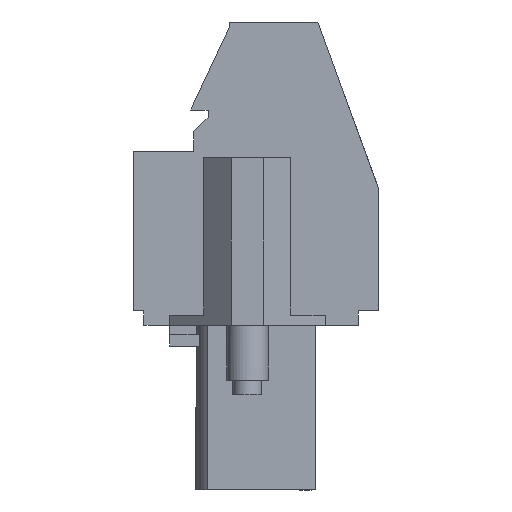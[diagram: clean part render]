
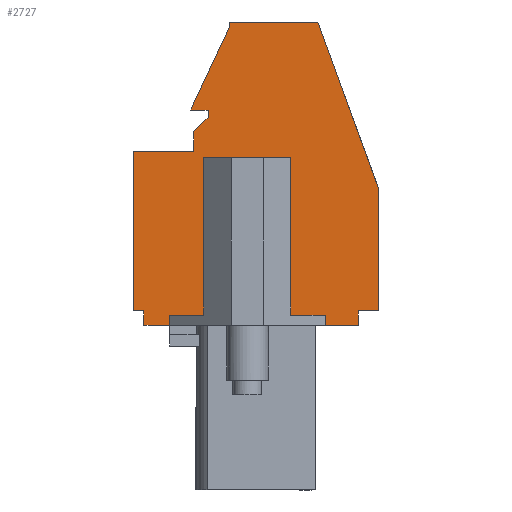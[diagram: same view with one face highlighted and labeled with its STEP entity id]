
A CAD part, left-side view. The second image highlights one B-rep face of the part: STEP entity #2727.
In plain terms, the highlighted planar face has unit normal (-1, 0, 0).
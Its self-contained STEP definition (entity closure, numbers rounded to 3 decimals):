
#1079=AXIS2_PLACEMENT_3D('Plane Axis2P3D',#1076,#1077,#1078) ;
#107=CARTESIAN_POINT('Line Origine',(3.47,1.782,7.95)) ;
#111=CARTESIAN_POINT('Vertex',(3.47,2.58,7.95)) ;
#113=CARTESIAN_POINT('Vertex',(3.47,0.983,7.95)) ;
#148=CARTESIAN_POINT('Vertex',(3.47,10.08,7.95)) ;
#151=CARTESIAN_POINT('Line Origine',(3.47,10.705,7.95)) ;
#155=CARTESIAN_POINT('Vertex',(3.47,11.33,7.95)) ;
#1076=CARTESIAN_POINT('Axis2P3D Location',(3.47,0.,0.)) ;
#2583=CARTESIAN_POINT('Line Origine',(3.47,0.983,8.3)) ;
#2587=CARTESIAN_POINT('Vertex',(3.47,0.983,8.65)) ;
#2590=CARTESIAN_POINT('Line Origine',(3.47,0.492,8.65)) ;
#2594=CARTESIAN_POINT('Vertex',(3.47,0.,8.65)) ;
#2597=CARTESIAN_POINT('Line Origine',(3.47,0.,11.611)) ;
#2601=CARTESIAN_POINT('Vertex',(3.47,0.,14.572)) ;
#2604=CARTESIAN_POINT('Line Origine',(3.47,1.461,18.586)) ;
#2608=CARTESIAN_POINT('Vertex',(3.47,2.922,22.6)) ;
#2611=CARTESIAN_POINT('Line Origine',(3.47,5.052,22.6)) ;
#2615=CARTESIAN_POINT('Vertex',(3.47,7.181,22.6)) ;
#2618=CARTESIAN_POINT('Line Origine',(3.47,7.181,22.5)) ;
#2622=CARTESIAN_POINT('Vertex',(3.47,7.181,22.4)) ;
#2625=CARTESIAN_POINT('Line Origine',(3.47,8.126,20.375)) ;
#2629=CARTESIAN_POINT('Vertex',(3.47,9.07,18.35)) ;
#2632=CARTESIAN_POINT('Line Origine',(3.47,8.65,18.35)) ;
#2636=CARTESIAN_POINT('Vertex',(3.47,8.23,18.35)) ;
#2639=CARTESIAN_POINT('Line Origine',(3.47,8.23,18.175)) ;
#2643=CARTESIAN_POINT('Vertex',(3.47,8.23,18.)) ;
#2646=CARTESIAN_POINT('Line Origine',(3.47,8.58,17.65)) ;
#2650=CARTESIAN_POINT('Vertex',(3.47,8.93,17.3)) ;
#2653=CARTESIAN_POINT('Line Origine',(3.47,8.93,16.825)) ;
#2657=CARTESIAN_POINT('Vertex',(3.47,8.93,16.35)) ;
#2660=CARTESIAN_POINT('Line Origine',(3.47,10.38,16.35)) ;
#2664=CARTESIAN_POINT('Vertex',(3.47,11.83,16.35)) ;
#2667=CARTESIAN_POINT('Line Origine',(3.47,11.83,12.5)) ;
#2671=CARTESIAN_POINT('Vertex',(3.47,11.83,8.65)) ;
#2674=CARTESIAN_POINT('Line Origine',(3.47,11.58,8.65)) ;
#2678=CARTESIAN_POINT('Vertex',(3.47,11.33,8.65)) ;
#2681=CARTESIAN_POINT('Line Origine',(3.47,11.33,8.3)) ;
#2686=CARTESIAN_POINT('Line Origine',(3.47,10.08,8.2)) ;
#2690=CARTESIAN_POINT('Vertex',(3.47,10.08,8.45)) ;
#2693=CARTESIAN_POINT('Line Origine',(3.47,6.33,8.45)) ;
#2697=CARTESIAN_POINT('Vertex',(3.47,2.58,8.45)) ;
#2700=CARTESIAN_POINT('Line Origine',(3.47,2.58,8.2)) ;
#108=DIRECTION('Vector Direction',(0.,-1.,0.)) ;
#152=DIRECTION('Vector Direction',(0.,-1.,0.)) ;
#1077=DIRECTION('Axis2P3D Direction',(-1.,0.,0.)) ;
#1078=DIRECTION('Axis2P3D XDirection',(0.,0.,1.)) ;
#2584=DIRECTION('Vector Direction',(0.,0.,1.)) ;
#2591=DIRECTION('Vector Direction',(0.,-1.,0.)) ;
#2598=DIRECTION('Vector Direction',(0.,0.,1.)) ;
#2605=DIRECTION('Vector Direction',(0.,-0.342,-0.94)) ;
#2612=DIRECTION('Vector Direction',(0.,-1.,0.)) ;
#2619=DIRECTION('Vector Direction',(0.,0.,1.)) ;
#2626=DIRECTION('Vector Direction',(0.,-0.423,0.906)) ;
#2633=DIRECTION('Vector Direction',(0.,1.,0.)) ;
#2640=DIRECTION('Vector Direction',(0.,0.,1.)) ;
#2647=DIRECTION('Vector Direction',(0.,-0.707,0.707)) ;
#2654=DIRECTION('Vector Direction',(0.,0.,1.)) ;
#2661=DIRECTION('Vector Direction',(0.,-1.,0.)) ;
#2668=DIRECTION('Vector Direction',(0.,0.,1.)) ;
#2675=DIRECTION('Vector Direction',(0.,1.,0.)) ;
#2682=DIRECTION('Vector Direction',(0.,0.,-1.)) ;
#2687=DIRECTION('Vector Direction',(0.,0.,1.)) ;
#2694=DIRECTION('Vector Direction',(0.,1.,0.)) ;
#2701=DIRECTION('Vector Direction',(0.,0.,1.)) ;
#109=VECTOR('Line Direction',#108,1.) ;
#153=VECTOR('Line Direction',#152,1.) ;
#2585=VECTOR('Line Direction',#2584,1.) ;
#2592=VECTOR('Line Direction',#2591,1.) ;
#2599=VECTOR('Line Direction',#2598,1.) ;
#2606=VECTOR('Line Direction',#2605,1.) ;
#2613=VECTOR('Line Direction',#2612,1.) ;
#2620=VECTOR('Line Direction',#2619,1.) ;
#2627=VECTOR('Line Direction',#2626,1.) ;
#2634=VECTOR('Line Direction',#2633,1.) ;
#2641=VECTOR('Line Direction',#2640,1.) ;
#2648=VECTOR('Line Direction',#2647,1.) ;
#2655=VECTOR('Line Direction',#2654,1.) ;
#2662=VECTOR('Line Direction',#2661,1.) ;
#2669=VECTOR('Line Direction',#2668,1.) ;
#2676=VECTOR('Line Direction',#2675,1.) ;
#2683=VECTOR('Line Direction',#2682,1.) ;
#2688=VECTOR('Line Direction',#2687,1.) ;
#2695=VECTOR('Line Direction',#2694,1.) ;
#2702=VECTOR('Line Direction',#2701,1.) ;
#2706=ORIENTED_EDGE('',*,*,#115,.T.) ;
#2707=ORIENTED_EDGE('',*,*,#2589,.T.) ;
#2708=ORIENTED_EDGE('',*,*,#2596,.T.) ;
#2709=ORIENTED_EDGE('',*,*,#2603,.T.) ;
#2710=ORIENTED_EDGE('',*,*,#2610,.T.) ;
#2711=ORIENTED_EDGE('',*,*,#2617,.T.) ;
#2712=ORIENTED_EDGE('',*,*,#2624,.T.) ;
#2713=ORIENTED_EDGE('',*,*,#2631,.T.) ;
#2714=ORIENTED_EDGE('',*,*,#2638,.T.) ;
#2715=ORIENTED_EDGE('',*,*,#2645,.T.) ;
#2716=ORIENTED_EDGE('',*,*,#2652,.T.) ;
#2717=ORIENTED_EDGE('',*,*,#2659,.T.) ;
#2718=ORIENTED_EDGE('',*,*,#2666,.T.) ;
#2719=ORIENTED_EDGE('',*,*,#2673,.T.) ;
#2720=ORIENTED_EDGE('',*,*,#2680,.T.) ;
#2721=ORIENTED_EDGE('',*,*,#2685,.T.) ;
#2722=ORIENTED_EDGE('',*,*,#157,.T.) ;
#2723=ORIENTED_EDGE('',*,*,#2692,.T.) ;
#2724=ORIENTED_EDGE('',*,*,#2699,.F.) ;
#2725=ORIENTED_EDGE('',*,*,#2704,.F.) ;
#2727=ADVANCED_FACE('HOUSING',(#2726),#1080,.T.) ;
#115=EDGE_CURVE('',#112,#114,#110,.T.) ;
#157=EDGE_CURVE('',#156,#149,#154,.T.) ;
#2589=EDGE_CURVE('',#114,#2588,#2586,.T.) ;
#2596=EDGE_CURVE('',#2588,#2595,#2593,.T.) ;
#2603=EDGE_CURVE('',#2595,#2602,#2600,.T.) ;
#2610=EDGE_CURVE('',#2602,#2609,#2607,.F.) ;
#2617=EDGE_CURVE('',#2609,#2616,#2614,.F.) ;
#2624=EDGE_CURVE('',#2616,#2623,#2621,.F.) ;
#2631=EDGE_CURVE('',#2623,#2630,#2628,.F.) ;
#2638=EDGE_CURVE('',#2630,#2637,#2635,.F.) ;
#2645=EDGE_CURVE('',#2637,#2644,#2642,.F.) ;
#2652=EDGE_CURVE('',#2644,#2651,#2649,.F.) ;
#2659=EDGE_CURVE('',#2651,#2658,#2656,.F.) ;
#2666=EDGE_CURVE('',#2658,#2665,#2663,.F.) ;
#2673=EDGE_CURVE('',#2665,#2672,#2670,.F.) ;
#2680=EDGE_CURVE('',#2672,#2679,#2677,.F.) ;
#2685=EDGE_CURVE('',#2679,#156,#2684,.T.) ;
#2692=EDGE_CURVE('',#149,#2691,#2689,.T.) ;
#2699=EDGE_CURVE('',#2698,#2691,#2696,.T.) ;
#2704=EDGE_CURVE('',#112,#2698,#2703,.T.) ;
#2705=EDGE_LOOP('',(#2706,#2707,#2708,#2709,#2710,#2711,#2712,#2713,#2714,#2715,#2716,#2717,#2718,#2719,#2720,#2721,#2722,#2723,#2724,#2725)) ;
#2726=FACE_OUTER_BOUND('',#2705,.T.) ;
#110=LINE('Line',#107,#109) ;
#154=LINE('Line',#151,#153) ;
#2586=LINE('Line',#2583,#2585) ;
#2593=LINE('Line',#2590,#2592) ;
#2600=LINE('Line',#2597,#2599) ;
#2607=LINE('Line',#2604,#2606) ;
#2614=LINE('Line',#2611,#2613) ;
#2621=LINE('Line',#2618,#2620) ;
#2628=LINE('Line',#2625,#2627) ;
#2635=LINE('Line',#2632,#2634) ;
#2642=LINE('Line',#2639,#2641) ;
#2649=LINE('Line',#2646,#2648) ;
#2656=LINE('Line',#2653,#2655) ;
#2663=LINE('Line',#2660,#2662) ;
#2670=LINE('Line',#2667,#2669) ;
#2677=LINE('Line',#2674,#2676) ;
#2684=LINE('Line',#2681,#2683) ;
#2689=LINE('Line',#2686,#2688) ;
#2696=LINE('Line',#2693,#2695) ;
#2703=LINE('Line',#2700,#2702) ;
#1080=PLANE('',#1079) ;
#112=VERTEX_POINT('',#111) ;
#114=VERTEX_POINT('',#113) ;
#149=VERTEX_POINT('',#148) ;
#156=VERTEX_POINT('',#155) ;
#2588=VERTEX_POINT('',#2587) ;
#2595=VERTEX_POINT('',#2594) ;
#2602=VERTEX_POINT('',#2601) ;
#2609=VERTEX_POINT('',#2608) ;
#2616=VERTEX_POINT('',#2615) ;
#2623=VERTEX_POINT('',#2622) ;
#2630=VERTEX_POINT('',#2629) ;
#2637=VERTEX_POINT('',#2636) ;
#2644=VERTEX_POINT('',#2643) ;
#2651=VERTEX_POINT('',#2650) ;
#2658=VERTEX_POINT('',#2657) ;
#2665=VERTEX_POINT('',#2664) ;
#2672=VERTEX_POINT('',#2671) ;
#2679=VERTEX_POINT('',#2678) ;
#2691=VERTEX_POINT('',#2690) ;
#2698=VERTEX_POINT('',#2697) ;
